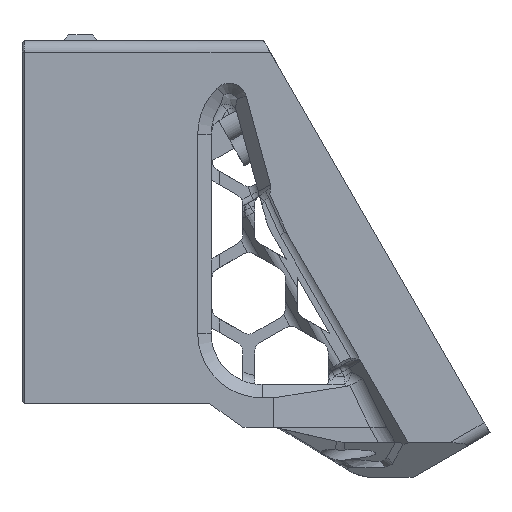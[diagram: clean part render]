
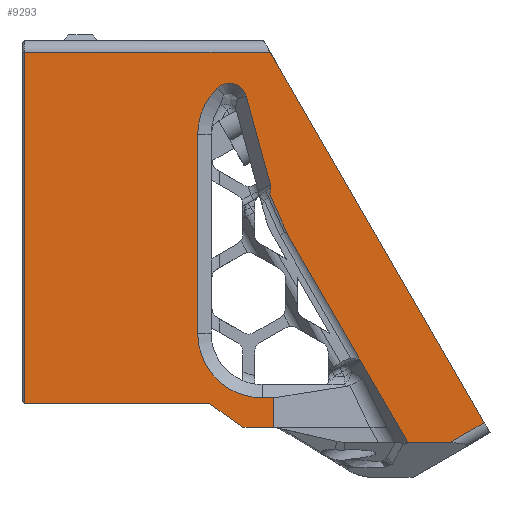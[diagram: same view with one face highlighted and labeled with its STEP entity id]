
A CAD part, left-side view. The second image highlights one B-rep face of the part: STEP entity #9293.
In plain terms, the highlighted planar face has unit normal (-1, 0, 0).
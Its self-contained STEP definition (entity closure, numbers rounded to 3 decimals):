
#116=B_SPLINE_CURVE_WITH_KNOTS('',3,(#13786,#13787,#13788,#13789,#13790,
#13791),.UNSPECIFIED.,.F.,.F.,(4,2,4),(-0.122,-0.049,
0.),.UNSPECIFIED.);
#117=B_SPLINE_CURVE_WITH_KNOTS('',3,(#13797,#13798,#13799,#13800,#13801,
#13802),.UNSPECIFIED.,.F.,.F.,(4,2,4),(-0.011,-0.005,
0.),.UNSPECIFIED.);
#305=ELLIPSE('',#9959,1.438,1.);
#306=ELLIPSE('',#9960,1.414,1.);
#601=PLANE('',#9955);
#887=FACE_OUTER_BOUND('',#1436,.T.);
#1436=EDGE_LOOP('',(#6581,#6582,#6583,#6584,#6585,#6586,#6587,#6588,#6589,
#6590,#6591,#6592,#6593,#6594,#6595,#6596,#6597,#6598,#6599,#6600,#6601,
#6602,#6603));
#2029=LINE('',#13588,#2879);
#2050=LINE('',#13646,#2900);
#2054=LINE('',#13655,#2904);
#2063=LINE('',#13758,#2913);
#2064=LINE('',#13760,#2914);
#2065=LINE('',#13762,#2915);
#2066=LINE('',#13764,#2916);
#2067=LINE('',#13766,#2917);
#2068=LINE('',#13768,#2918);
#2069=LINE('',#13770,#2919);
#2070=LINE('',#13772,#2920);
#2071=LINE('',#13776,#2921);
#2072=LINE('',#13782,#2922);
#2073=LINE('',#13793,#2923);
#2074=LINE('',#13795,#2924);
#2075=LINE('',#13805,#2925);
#2879=VECTOR('',#11059,10.);
#2900=VECTOR('',#11094,10.);
#2904=VECTOR('',#11102,10.);
#2913=VECTOR('',#11119,1.);
#2914=VECTOR('',#11120,10.);
#2915=VECTOR('',#11121,1.);
#2916=VECTOR('',#11122,1.);
#2917=VECTOR('',#11123,1.);
#2918=VECTOR('',#11124,1.);
#2919=VECTOR('',#11125,1.);
#2920=VECTOR('',#11126,1.);
#2921=VECTOR('',#11129,1.);
#2922=VECTOR('',#11134,1.);
#2923=VECTOR('',#11137,10.);
#2924=VECTOR('',#11138,10.);
#2925=VECTOR('',#11141,10.);
#3642=CIRCLE('',#9956,11.);
#3643=CIRCLE('',#9957,11.);
#3644=CIRCLE('',#9958,3.);
#3984=VERTEX_POINT('',#13585);
#3985=VERTEX_POINT('',#13587);
#4008=VERTEX_POINT('',#13642);
#4012=VERTEX_POINT('',#13654);
#4028=VERTEX_POINT('',#13757);
#4029=VERTEX_POINT('',#13759);
#4030=VERTEX_POINT('',#13761);
#4031=VERTEX_POINT('',#13763);
#4032=VERTEX_POINT('',#13765);
#4033=VERTEX_POINT('',#13767);
#4034=VERTEX_POINT('',#13769);
#4035=VERTEX_POINT('',#13771);
#4036=VERTEX_POINT('',#13773);
#4037=VERTEX_POINT('',#13775);
#4038=VERTEX_POINT('',#13777);
#4039=VERTEX_POINT('',#13779);
#4040=VERTEX_POINT('',#13781);
#4041=VERTEX_POINT('',#13783);
#4042=VERTEX_POINT('',#13785);
#4043=VERTEX_POINT('',#13792);
#4044=VERTEX_POINT('',#13794);
#4045=VERTEX_POINT('',#13796);
#4046=VERTEX_POINT('',#13803);
#4946=EDGE_CURVE('',#3985,#3984,#2029,.F.);
#4973=EDGE_CURVE('',#3985,#4008,#2050,.T.);
#4977=EDGE_CURVE('',#4008,#4012,#2054,.T.);
#4995=EDGE_CURVE('',#4028,#3984,#2063,.T.);
#4996=EDGE_CURVE('',#4029,#4028,#2064,.T.);
#4997=EDGE_CURVE('',#4030,#4029,#2065,.T.);
#4998=EDGE_CURVE('',#4031,#4030,#2066,.T.);
#4999=EDGE_CURVE('',#4032,#4031,#2067,.T.);
#5000=EDGE_CURVE('',#4033,#4032,#2068,.T.);
#5001=EDGE_CURVE('',#4034,#4033,#2069,.T.);
#5002=EDGE_CURVE('',#4035,#4034,#2070,.T.);
#5003=EDGE_CURVE('',#4036,#4035,#3642,.T.);
#5004=EDGE_CURVE('',#4037,#4036,#2071,.T.);
#5005=EDGE_CURVE('',#4038,#4037,#3643,.T.);
#5006=EDGE_CURVE('',#4039,#4038,#3644,.T.);
#5007=EDGE_CURVE('',#4040,#4039,#2072,.T.);
#5008=EDGE_CURVE('',#4040,#4041,#305,.T.);
#5009=EDGE_CURVE('',#4041,#4042,#116,.T.);
#5010=EDGE_CURVE('',#4042,#4043,#2073,.T.);
#5011=EDGE_CURVE('',#4043,#4044,#2074,.T.);
#5012=EDGE_CURVE('',#4044,#4045,#117,.T.);
#5013=EDGE_CURVE('',#4045,#4046,#306,.T.);
#5014=EDGE_CURVE('',#4046,#4012,#2075,.T.);
#6581=ORIENTED_EDGE('',*,*,#4973,.F.);
#6582=ORIENTED_EDGE('',*,*,#4946,.T.);
#6583=ORIENTED_EDGE('',*,*,#4995,.F.);
#6584=ORIENTED_EDGE('',*,*,#4996,.F.);
#6585=ORIENTED_EDGE('',*,*,#4997,.F.);
#6586=ORIENTED_EDGE('',*,*,#4998,.F.);
#6587=ORIENTED_EDGE('',*,*,#4999,.F.);
#6588=ORIENTED_EDGE('',*,*,#5000,.F.);
#6589=ORIENTED_EDGE('',*,*,#5001,.F.);
#6590=ORIENTED_EDGE('',*,*,#5002,.F.);
#6591=ORIENTED_EDGE('',*,*,#5003,.F.);
#6592=ORIENTED_EDGE('',*,*,#5004,.F.);
#6593=ORIENTED_EDGE('',*,*,#5005,.F.);
#6594=ORIENTED_EDGE('',*,*,#5006,.F.);
#6595=ORIENTED_EDGE('',*,*,#5007,.F.);
#6596=ORIENTED_EDGE('',*,*,#5008,.T.);
#6597=ORIENTED_EDGE('',*,*,#5009,.T.);
#6598=ORIENTED_EDGE('',*,*,#5010,.T.);
#6599=ORIENTED_EDGE('',*,*,#5011,.T.);
#6600=ORIENTED_EDGE('',*,*,#5012,.T.);
#6601=ORIENTED_EDGE('',*,*,#5013,.T.);
#6602=ORIENTED_EDGE('',*,*,#5014,.T.);
#6603=ORIENTED_EDGE('',*,*,#4977,.F.);
#9293=ADVANCED_FACE('',(#887),#601,.T.);
#9955=AXIS2_PLACEMENT_3D('',#13756,#11117,#11118);
#9956=AXIS2_PLACEMENT_3D('',#13774,#11127,#11128);
#9957=AXIS2_PLACEMENT_3D('',#13778,#11130,#11131);
#9958=AXIS2_PLACEMENT_3D('',#13780,#11132,#11133);
#9959=AXIS2_PLACEMENT_3D('',#13784,#11135,#11136);
#9960=AXIS2_PLACEMENT_3D('',#13804,#11139,#11140);
#11059=DIRECTION('',(0.,-0.5,-0.866));
#11094=DIRECTION('',(0.,0.866,-0.5));
#11102=DIRECTION('',(0.,1.,0.));
#11117=DIRECTION('center_axis',(-1.,0.,0.));
#11118=DIRECTION('ref_axis',(0.,0.94,-0.342));
#11119=DIRECTION('',(0.,-1.,0.));
#11120=DIRECTION('',(0.,0.,1.));
#11121=DIRECTION('',(0.,1.,0.));
#11122=DIRECTION('',(0.,0.819,0.574));
#11123=DIRECTION('',(0.,0.82,0.573));
#11124=DIRECTION('',(0.,1.,0.));
#11125=DIRECTION('',(0.,0.,-1.));
#11126=DIRECTION('',(0.,-1.,0.));
#11127=DIRECTION('center_axis',(-1.,0.,0.));
#11128=DIRECTION('ref_axis',(0.,0.342,0.94));
#11129=DIRECTION('',(0.,0.,-1.));
#11130=DIRECTION('center_axis',(-1.,0.,0.));
#11131=DIRECTION('ref_axis',(0.,0.342,0.94));
#11132=DIRECTION('center_axis',(-1.,0.,0.));
#11133=DIRECTION('ref_axis',(0.,-0.261,0.965));
#11134=DIRECTION('',(0.,0.263,0.965));
#11135=DIRECTION('center_axis',(1.,0.,0.));
#11136=DIRECTION('ref_axis',(0.,-0.866,0.5));
#11137=DIRECTION('',(0.,-0.409,-0.912));
#11138=DIRECTION('',(0.,-0.5,-0.866));
#11139=DIRECTION('center_axis',(1.,0.,0.));
#11140=DIRECTION('ref_axis',(0.,-0.866,0.5));
#11141=DIRECTION('',(0.,-0.5,-0.866));
#13585=CARTESIAN_POINT('',(-58.125,-26.068,58.812));
#13587=CARTESIAN_POINT('',(-58.125,-62.59,-4.447));
#13588=CARTESIAN_POINT('',(-58.125,-35.111,43.148));
#13642=CARTESIAN_POINT('',(-58.125,-56.656,-7.873));
#13646=CARTESIAN_POINT('',(-58.125,-59.508,-6.226));
#13654=CARTESIAN_POINT('',(-58.125,-49.605,-7.873));
#13655=CARTESIAN_POINT('',(-58.125,-35.662,-7.873));
#13756=CARTESIAN_POINT('Origin',(-58.125,-16.693,60.812));
#13757=CARTESIAN_POINT('',(-58.125,15.907,58.812));
#13758=CARTESIAN_POINT('',(-58.125,-16.693,58.812));
#13759=CARTESIAN_POINT('',(-58.125,15.907,-1.189));
#13760=CARTESIAN_POINT('',(-58.125,15.907,60.812));
#13761=CARTESIAN_POINT('',(-58.125,-15.685,-1.189));
#13762=CARTESIAN_POINT('',(-58.125,-15.685,-1.189));
#13763=CARTESIAN_POINT('',(-58.125,-18.027,-2.829));
#13764=CARTESIAN_POINT('',(-58.125,-18.027,-2.829));
#13765=CARTESIAN_POINT('',(-58.125,-21.406,-5.189));
#13766=CARTESIAN_POINT('',(-58.125,-21.406,-5.189));
#13767=CARTESIAN_POINT('',(-58.125,-26.693,-5.189));
#13768=CARTESIAN_POINT('',(-58.125,-26.693,-5.189));
#13769=CARTESIAN_POINT('',(-58.125,-26.693,-0.189));
#13770=CARTESIAN_POINT('',(-58.125,-26.693,-0.189));
#13771=CARTESIAN_POINT('',(-58.125,-24.693,-0.189));
#13772=CARTESIAN_POINT('',(-58.125,-24.693,-0.189));
#13773=CARTESIAN_POINT('',(-58.125,-13.693,10.811));
#13774=CARTESIAN_POINT('Origin',(-58.125,-24.693,10.811));
#13775=CARTESIAN_POINT('',(-58.125,-13.693,44.812));
#13776=CARTESIAN_POINT('',(-58.125,-13.693,44.812));
#13777=CARTESIAN_POINT('',(-58.125,-16.983,52.657));
#13778=CARTESIAN_POINT('Origin',(-58.125,-24.693,44.812));
#13779=CARTESIAN_POINT('',(-58.125,-21.98,51.307));
#13780=CARTESIAN_POINT('Origin',(-58.125,-19.085,50.517));
#13781=CARTESIAN_POINT('',(-58.125,-26.101,36.209));
#13782=CARTESIAN_POINT('',(-58.125,-29.958,22.078));
#13783=CARTESIAN_POINT('',(-58.125,-26.084,35.718));
#13784=CARTESIAN_POINT('Origin',(-58.125,-24.786,35.658));
#13785=CARTESIAN_POINT('',(-58.125,-26.006,34.5));
#13786=CARTESIAN_POINT('Ctrl Pts',(-58.125,-26.084,
35.718));
#13787=CARTESIAN_POINT('Ctrl Pts',(-58.125,-26.097,35.475));
#13788=CARTESIAN_POINT('Ctrl Pts',(-58.125,-26.09,35.226));
#13789=CARTESIAN_POINT('Ctrl Pts',(-58.125,-26.054,34.821));
#13790=CARTESIAN_POINT('Ctrl Pts',(-58.125,-26.033,
34.66));
#13791=CARTESIAN_POINT('Ctrl Pts',(-58.125,-26.006,34.5));
#13792=CARTESIAN_POINT('',(-58.125,-29.11,27.584));
#13793=CARTESIAN_POINT('',(-58.125,-31.395,22.492));
#13794=CARTESIAN_POINT('',(-58.125,-41.416,6.27));
#13795=CARTESIAN_POINT('',(-58.125,-32.987,20.869));
#13796=CARTESIAN_POINT('',(-58.125,-41.481,6.177));
#13797=CARTESIAN_POINT('Ctrl Pts',(-58.125,-41.416,
6.27));
#13798=CARTESIAN_POINT('Ctrl Pts',(-58.125,-41.428,
6.252));
#13799=CARTESIAN_POINT('Ctrl Pts',(-58.125,-41.441,
6.235));
#13800=CARTESIAN_POINT('Ctrl Pts',(-58.125,-41.463,
6.204));
#13801=CARTESIAN_POINT('Ctrl Pts',(-58.125,-41.472,
6.191));
#13802=CARTESIAN_POINT('Ctrl Pts',(-58.125,-41.481,
6.177));
#13803=CARTESIAN_POINT('',(-58.125,-41.551,6.077));
#13804=CARTESIAN_POINT('Origin',(-58.125,-40.326,5.37));
#13805=CARTESIAN_POINT('',(-58.125,-31.095,24.188));
